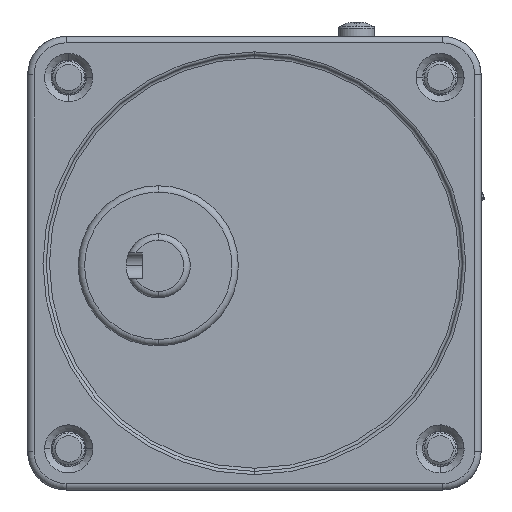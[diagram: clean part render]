
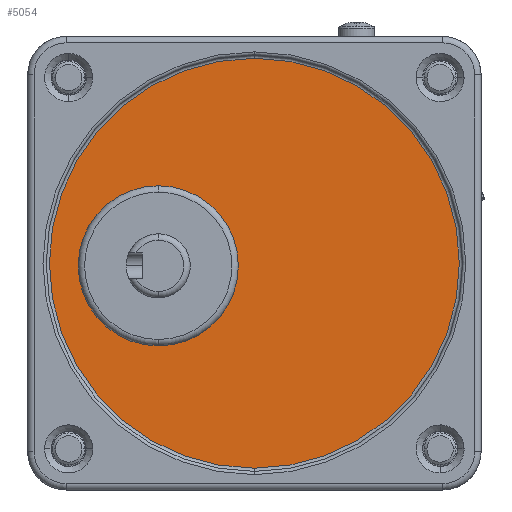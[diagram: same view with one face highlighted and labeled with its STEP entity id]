
A CAD part, front view. The second image highlights one B-rep face of the part: STEP entity #5054.
In plain terms, the highlighted face is planar.
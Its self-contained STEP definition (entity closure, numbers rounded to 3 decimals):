
#217 = VERTEX_POINT ( 'NONE', #12100 ) ;
#3212 = ORIENTED_EDGE ( 'NONE', *, *, #31329, .F. ) ;
#3912 = CIRCLE ( 'NONE', #28071, 32. ) ;
#4235 = EDGE_LOOP ( 'NONE', ( #3212, #16519 ) ) ;
#4586 = DIRECTION ( 'NONE',  ( 1., 0., 0. ) ) ;
#5054 = ADVANCED_FACE ( 'NONE', ( #32074 ), #7944, .T. ) ;
#5298 = DIRECTION ( 'NONE',  ( 1., 0., 0. ) ) ;
#7944 = PLANE ( 'NONE',  #27251 ) ;
#8545 = DIRECTION ( 'NONE',  ( -1., 0., 0. ) ) ;
#10063 = VERTEX_POINT ( 'NONE', #11989 ) ;
#10445 = AXIS2_PLACEMENT_3D ( 'NONE', #21928, #32687, #8545 ) ;
#11989 = CARTESIAN_POINT ( 'NONE',  ( -32., 0., 31. ) ) ;
#12100 = CARTESIAN_POINT ( 'NONE',  ( 32., 0., 31. ) ) ;
#16519 = ORIENTED_EDGE ( 'NONE', *, *, #27273, .F. ) ;
#17933 = CARTESIAN_POINT ( 'NONE',  ( 0., 0., 31. ) ) ;
#18659 = CARTESIAN_POINT ( 'NONE',  ( 0., 0., 31. ) ) ;
#21128 = CIRCLE ( 'NONE', #10445, 32. ) ;
#21928 = CARTESIAN_POINT ( 'NONE',  ( 0., 0., 31. ) ) ;
#27251 = AXIS2_PLACEMENT_3D ( 'NONE', #18659, #29416, #5298 ) ;
#27273 = EDGE_CURVE ( 'NONE', #10063, #217, #21128, .T. ) ;
#28071 = AXIS2_PLACEMENT_3D ( 'NONE', #17933, #28703, #4586 ) ;
#28703 = DIRECTION ( 'NONE',  ( 0., 0., -1. ) ) ;
#29416 = DIRECTION ( 'NONE',  ( 0., 0., 1. ) ) ;
#31329 = EDGE_CURVE ( 'NONE', #217, #10063, #3912, .T. ) ;
#32074 = FACE_OUTER_BOUND ( 'NONE', #4235, .T. ) ;
#32687 = DIRECTION ( 'NONE',  ( 0., 0., -1. ) ) ;
